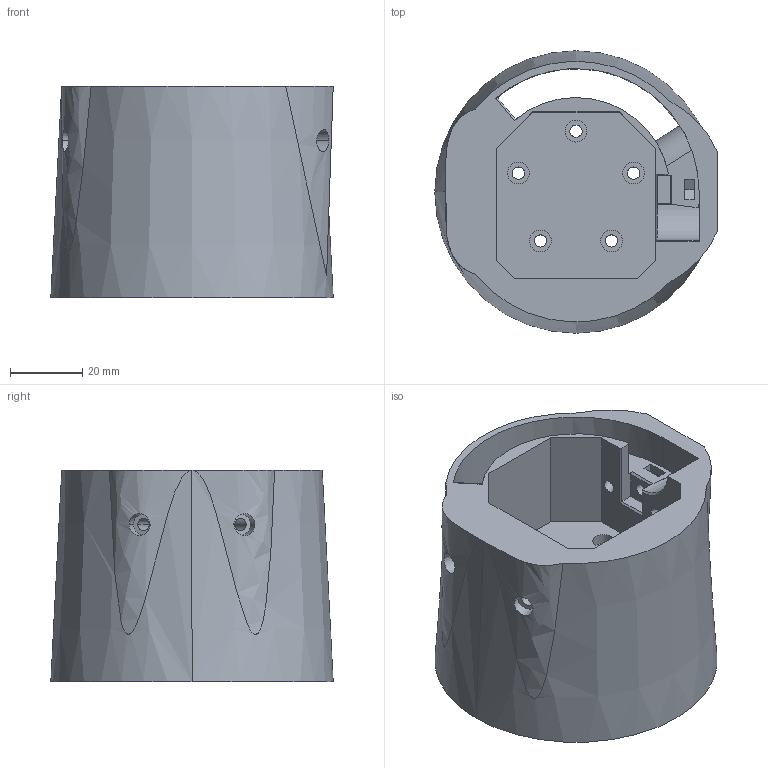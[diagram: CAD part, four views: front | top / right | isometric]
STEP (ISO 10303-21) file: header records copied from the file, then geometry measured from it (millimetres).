
FILE_DESCRIPTION (( 'STEP AP214' ), '1' );
FILE_NAME ('middle_arm.STEP', '2025-03-31T14:03:43', ( '' ), ( '' ), 'SwSTEP 2.0', 'SolidWorks 2025', '' );
FILE_SCHEMA (( 'AUTOMOTIVE_DESIGN' ));
Length unit declared in the file: millimetre
Products named in the file (1): middle_arm_default
Bounding box: 78 x 78 x 58.4 mm (x, y, z)
Volume: 157162.2 mm3; surface area: 40844.6 mm2
Topology: 1 solids, 1 shells, 116 faces, 305 edges, 200 vertices
Faces by surface type: cylinder 49, plane 47, bspline 11, cone 9
Entity records: 5250 total; most frequent: CARTESIAN_POINT 2436, ORIENTED_EDGE 606, DIRECTION 531, EDGE_CURVE 303, VERTEX_POINT 200, AXIS2_PLACEMENT_3D 194, EDGE_LOOP 149, LINE 143
